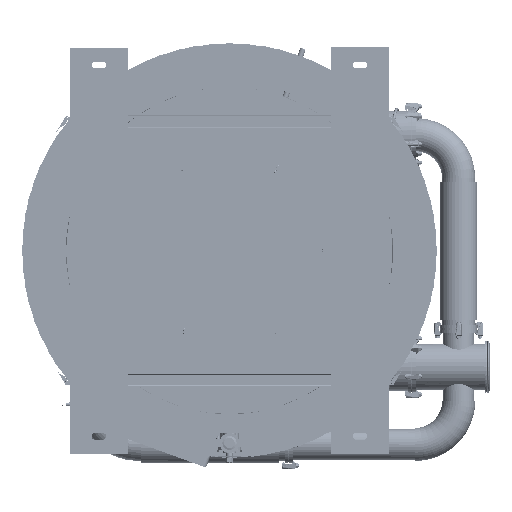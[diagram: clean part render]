
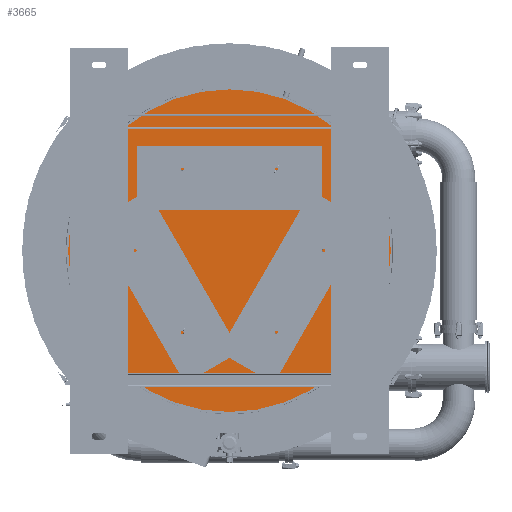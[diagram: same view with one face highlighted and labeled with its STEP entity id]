
A CAD part, front view. The second image highlights one B-rep face of the part: STEP entity #3665.
In plain terms, the highlighted planar face has unit normal (0, -1, 0).
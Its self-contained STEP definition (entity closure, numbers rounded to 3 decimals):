
#3665=ADVANCED_FACE('',(#155967),#155969,.F.);
#155967=FACE_BOUND('',#155968,.T.);
#155968=EDGE_LOOP('',(#192675));
#155969=PLANE('',#155970);
#155970=AXIS2_PLACEMENT_3D('',#155971,#155972,#155973);
#155971=CARTESIAN_POINT('',(0.,-32.,0.));
#155972=DIRECTION('',(0.,1.,0.));
#155973=DIRECTION('',(1.,0.,0.));
#192675=ORIENTED_EDGE('',*,*,#205112,.F.);
#205112=EDGE_CURVE('',#226244,#226244,#226245,.T.);
#226244=VERTEX_POINT('',#356356);
#226245=CIRCLE('',#356357,556.);
#356356=CARTESIAN_POINT('',(556.,-32.,0.));
#356357=AXIS2_PLACEMENT_3D('',#356358,#356359,#356360);
#356358=CARTESIAN_POINT('',(0.,-32.,0.));
#356359=DIRECTION('',(0.,1.,0.));
#356360=DIRECTION('',(1.,0.,0.));
